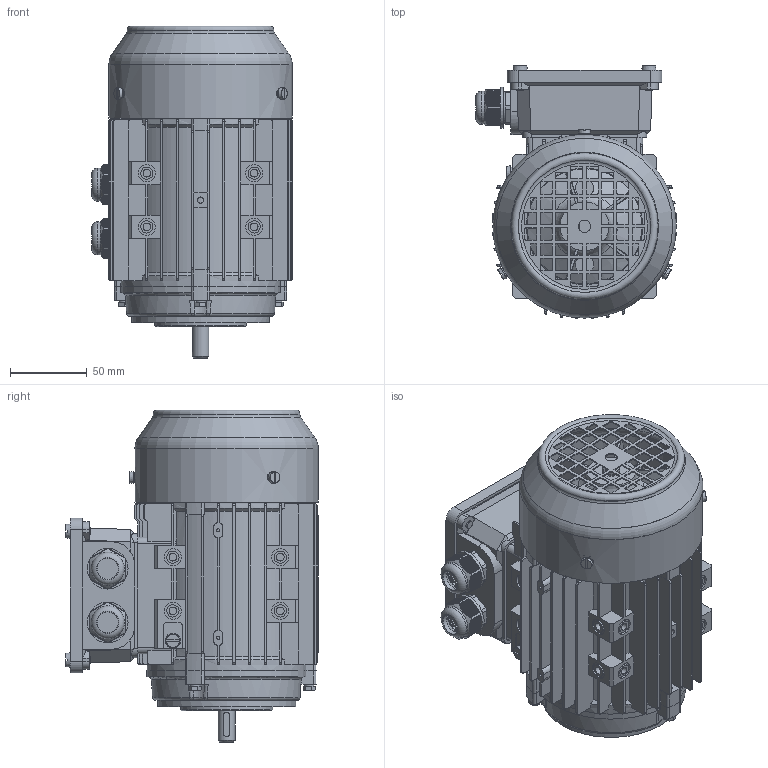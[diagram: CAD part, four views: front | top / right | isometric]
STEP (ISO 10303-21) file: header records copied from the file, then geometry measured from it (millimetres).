
FILE_DESCRIPTION(/* description */ (''),/* implementation_level */ '2;1');
FILE_NAME(/* name */ 'JL-63-B14A.stp',/* time_stamp */ '2018-12-30T14:00:04+08:00',/* author */ (''),/* organization */ (''),/* preprocessor_version */ 'ST-DEVELOPER v16.7',/* originating_system */ 'SIEMENS PLM Software NX 12.0',/* authorisation */ '');
FILE_SCHEMA (('AP203_CONFIGURATION_CONTROLLED_3D_DESIGN_OF_MECHANICAL_PARTS_AND_ASSEMBLIES_MIM_LF { 1 0 10303 403 2 1 2}'));
Length unit declared in the file: millimetre
Products named in the file (1): JL-63-B14A
Bounding box: 131.07 x 164.92 x 216.5 mm (x, y, z)
Volume: 496607.5 mm3; surface area: 407476.5 mm2
Topology: 41 solids, 41 shells, 3334 faces, 9238 edges, 6122 vertices
Faces by surface type: plane 2145, cylinder 819, torus 174, cone 149, bspline 47
Full cylindrical faces by diameter (mm): 2 x4, 3 x13, 3.2 x1, 3.4 x4, 3.5 x6, 3.545 x9, 4 x17, 4.25 x4, 4.48 x5, 4.7 x6, 4.8 x1, 4.9 x6, 5 x30, 5.3 x1, 5.8 x14, 8 x13, 10 x1, 10.4 x1, 10.6 x1, 11 x13, 11.2 x2, 11.4 x2, 12 x12, 13.75 x2, 14 x1, 16.25 x4, 18.75 x10, 19 x1, 19.375 x12, 20 x24
Entity records: 116599 total; most frequent: CARTESIAN_POINT 36011, ORIENTED_EDGE 17218, DIRECTION 15357, EDGE_CURVE 8609, VERTEX_POINT 5869, AXIS2_PLACEMENT_3D 5275, LINE 4807, VECTOR 4807
